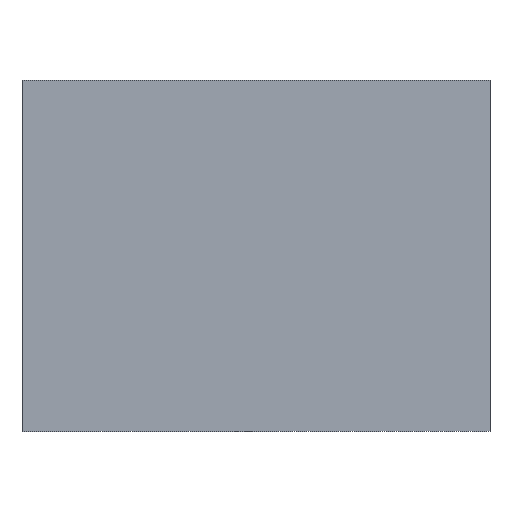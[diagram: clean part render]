
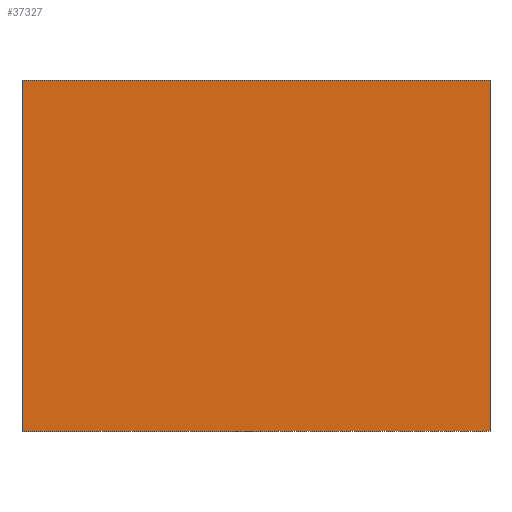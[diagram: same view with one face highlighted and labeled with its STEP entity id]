
A CAD part, front view. The second image highlights one B-rep face of the part: STEP entity #37327.
In plain terms, the highlighted planar face has unit normal (0, -1, 0).
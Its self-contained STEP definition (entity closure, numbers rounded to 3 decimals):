
#36458=DIRECTION('',(0.,0.,1.));
#36459=VECTOR('',#36458,30.);
#36460=CARTESIAN_POINT('',(-20.,-1.,-15.));
#36461=LINE('',#36460,#36459);
#36462=DIRECTION('',(1.,0.,0.));
#36463=VECTOR('',#36462,40.);
#36464=CARTESIAN_POINT('',(-20.,-1.,15.));
#36465=LINE('',#36464,#36463);
#36466=DIRECTION('',(0.,0.,-1.));
#36467=VECTOR('',#36466,30.);
#36468=CARTESIAN_POINT('',(20.,-1.,15.));
#36469=LINE('',#36468,#36467);
#36470=DIRECTION('',(-1.,0.,0.));
#36471=VECTOR('',#36470,40.);
#36472=CARTESIAN_POINT('',(20.,-1.,-15.));
#36473=LINE('',#36472,#36471);
#36898=CARTESIAN_POINT('',(-20.,-1.,-15.));
#36899=CARTESIAN_POINT('',(-20.,-1.,15.));
#36900=VERTEX_POINT('',#36898);
#36901=VERTEX_POINT('',#36899);
#36902=CARTESIAN_POINT('',(20.,-1.,15.));
#36903=VERTEX_POINT('',#36902);
#36904=CARTESIAN_POINT('',(20.,-1.,-15.));
#36905=VERTEX_POINT('',#36904);
#37316=CARTESIAN_POINT('',(0.,-1.,0.));
#37317=DIRECTION('',(0.,1.,0.));
#37318=DIRECTION('',(1.,0.,0.));
#37319=AXIS2_PLACEMENT_3D('',#37316,#37317,#37318);
#37320=PLANE('',#37319);
#37321=ORIENTED_EDGE('',*,*,#37268,.T.);
#37322=ORIENTED_EDGE('',*,*,#37283,.T.);
#37323=ORIENTED_EDGE('',*,*,#37297,.T.);
#37324=ORIENTED_EDGE('',*,*,#37310,.T.);
#37325=EDGE_LOOP('',(#37321,#37322,#37323,#37324));
#37326=FACE_OUTER_BOUND('',#37325,.F.);
#37268=EDGE_CURVE('',#36900,#36901,#36461,.T.);
#37283=EDGE_CURVE('',#36901,#36903,#36465,.T.);
#37297=EDGE_CURVE('',#36903,#36905,#36469,.T.);
#37310=EDGE_CURVE('',#36905,#36900,#36473,.T.);
#37327=ADVANCED_FACE('',(#37326),#37320,.F.);
